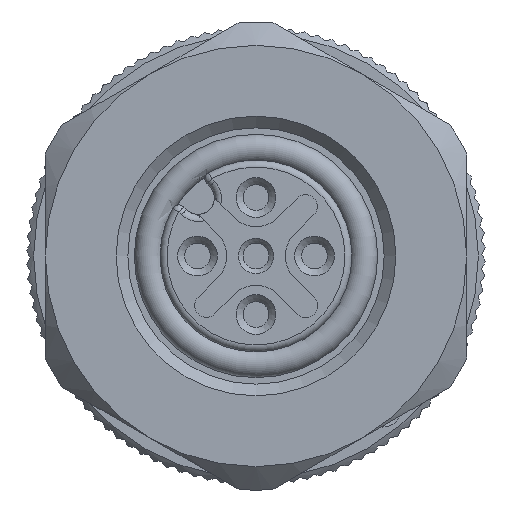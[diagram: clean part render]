
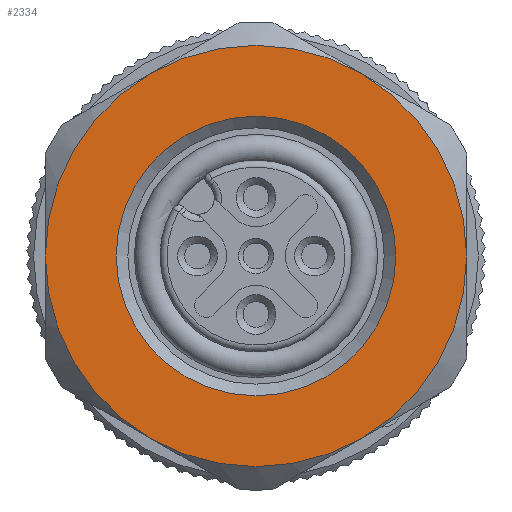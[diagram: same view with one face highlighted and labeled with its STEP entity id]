
A CAD part, front view. The second image highlights one B-rep face of the part: STEP entity #2334.
In plain terms, the highlighted planar face has unit normal (0, -1, 0).
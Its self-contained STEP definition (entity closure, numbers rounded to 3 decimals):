
#2334=ADVANCED_FACE('',(#2679,#2680),#2622,.T.);
#2622=PLANE('',#8248);
#2679=FACE_BOUND('',#3069,.T.);
#2680=FACE_BOUND('',#3070,.T.);
#3069=EDGE_LOOP('',(#5091));
#3070=EDGE_LOOP('',(#5092,#5093,#5094,#5095,#5096,#5097));
#5091=ORIENTED_EDGE('',*,*,#7203,.T.);
#5092=ORIENTED_EDGE('',*,*,#7201,.T.);
#5093=ORIENTED_EDGE('',*,*,#7191,.T.);
#5094=ORIENTED_EDGE('',*,*,#7181,.T.);
#5095=ORIENTED_EDGE('',*,*,#7171,.T.);
#5096=ORIENTED_EDGE('',*,*,#7158,.T.);
#5097=ORIENTED_EDGE('',*,*,#7160,.T.);
#6085=VERTEX_POINT('',#13007);
#6086=VERTEX_POINT('',#13009);
#6087=VERTEX_POINT('',#13016);
#6093=VERTEX_POINT('',#13051);
#6099=VERTEX_POINT('',#13082);
#6105=VERTEX_POINT('',#13113);
#6110=VERTEX_POINT('',#13149);
#7158=EDGE_CURVE('',#6086,#6085,#7581,.T.);
#7160=EDGE_CURVE('',#6085,#6087,#7582,.T.);
#7171=EDGE_CURVE('',#6093,#6086,#7586,.T.);
#7181=EDGE_CURVE('',#6099,#6093,#7590,.T.);
#7191=EDGE_CURVE('',#6105,#6099,#7594,.T.);
#7201=EDGE_CURVE('',#6087,#6105,#7598,.T.);
#7203=EDGE_CURVE('',#6110,#6110,#7599,.T.);
#7581=CIRCLE('',#8215,9.);
#7582=CIRCLE('',#8217,9.);
#7586=CIRCLE('',#8224,9.);
#7590=CIRCLE('',#8231,9.);
#7594=CIRCLE('',#8238,9.);
#7598=CIRCLE('',#8245,9.);
#7599=CIRCLE('',#8247,5.975);
#8215=AXIS2_PLACEMENT_3D('',#13008,#9993,#9994);
#8217=AXIS2_PLACEMENT_3D('',#13015,#9997,#9998);
#8224=AXIS2_PLACEMENT_3D('',#13050,#10013,#10014);
#8231=AXIS2_PLACEMENT_3D('',#13081,#10029,#10030);
#8238=AXIS2_PLACEMENT_3D('',#13112,#10045,#10046);
#8245=AXIS2_PLACEMENT_3D('',#13142,#10061,#10062);
#8247=AXIS2_PLACEMENT_3D('',#13148,#10065,#10066);
#8248=AXIS2_PLACEMENT_3D('',#13150,#10067,#10068);
#9993=DIRECTION('',(0.,-1.,0.));
#9994=DIRECTION('',(1.,0.,0.));
#9997=DIRECTION('',(0.,-1.,0.));
#9998=DIRECTION('',(1.,0.,0.));
#10013=DIRECTION('',(0.,-1.,0.));
#10014=DIRECTION('',(1.,0.,0.));
#10029=DIRECTION('',(0.,-1.,0.));
#10030=DIRECTION('',(1.,0.,0.));
#10045=DIRECTION('',(0.,-1.,0.));
#10046=DIRECTION('',(1.,0.,0.));
#10061=DIRECTION('',(0.,-1.,0.));
#10062=DIRECTION('',(1.,0.,0.));
#10065=DIRECTION('',(0.,1.,0.));
#10066=DIRECTION('',(1.,0.,0.));
#10067=DIRECTION('',(0.,-1.,0.));
#10068=DIRECTION('',(-1.,0.,0.));
#13007=CARTESIAN_POINT('',(-4.5,-21.65,7.794));
#13008=CARTESIAN_POINT('',(0.,-21.65,0.));
#13009=CARTESIAN_POINT('',(4.5,-21.65,7.794));
#13015=CARTESIAN_POINT('',(0.,-21.65,0.));
#13016=CARTESIAN_POINT('',(-9.,-21.65,0.));
#13050=CARTESIAN_POINT('',(0.,-21.65,0.));
#13051=CARTESIAN_POINT('',(9.,-21.65,0.));
#13081=CARTESIAN_POINT('',(0.,-21.65,0.));
#13082=CARTESIAN_POINT('',(4.5,-21.65,-7.794));
#13112=CARTESIAN_POINT('',(0.,-21.65,0.));
#13113=CARTESIAN_POINT('',(-4.5,-21.65,-7.794));
#13142=CARTESIAN_POINT('',(0.,-21.65,0.));
#13148=CARTESIAN_POINT('',(0.,-21.65,0.));
#13149=CARTESIAN_POINT('',(5.975,-21.65,0.));
#13150=CARTESIAN_POINT('',(0.,-21.65,0.));
